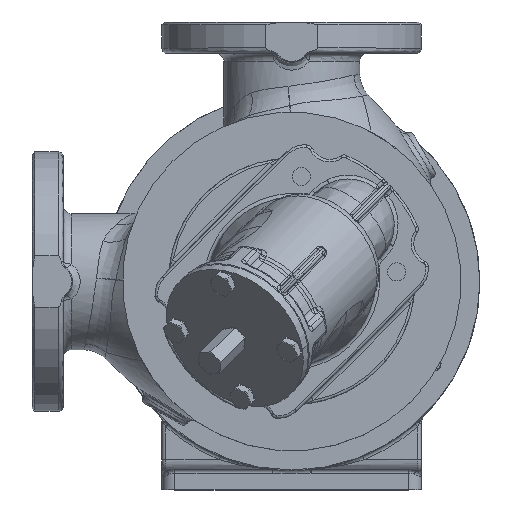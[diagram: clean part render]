
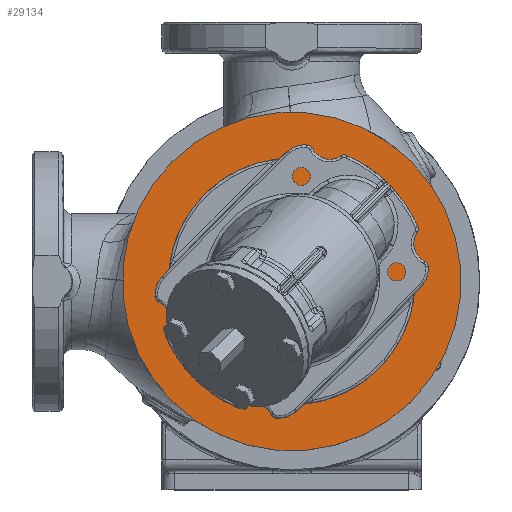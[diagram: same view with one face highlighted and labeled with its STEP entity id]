
A CAD part, top view. The second image highlights one B-rep face of the part: STEP entity #29134.
In plain terms, the highlighted planar face has unit normal (0, 0, 1).
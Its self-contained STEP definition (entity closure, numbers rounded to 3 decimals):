
#8472=CARTESIAN_POINT('',(0.,0.,178.5));
#8473=DIRECTION('',(0.,0.,1.));
#8474=DIRECTION('',(0.707,-0.707,0.));
#8475=AXIS2_PLACEMENT_3D('',#8472,#8473,#8474);
#8482=CARTESIAN_POINT('',(0.,0.,178.5));
#8483=DIRECTION('',(0.,0.,1.));
#8484=DIRECTION('',(-0.707,0.707,0.));
#8485=AXIS2_PLACEMENT_3D('',#8482,#8483,#8484);
#16340=CARTESIAN_POINT('',(92.277,-92.277,178.5));
#16341=CARTESIAN_POINT('',(-92.277,92.277,178.5));
#16342=VERTEX_POINT('',#16340);
#16343=VERTEX_POINT('',#16341);
#29124=CARTESIAN_POINT('',(0.,0.,178.5));
#29125=DIRECTION('',(0.,0.,-1.));
#29126=DIRECTION('',(-0.707,-0.707,0.));
#29127=AXIS2_PLACEMENT_3D('',#29124,#29125,#29126);
#29128=PLANE('',#29127);
#29129=ORIENTED_EDGE('',*,*,#29114,.F.);
#29131=ORIENTED_EDGE('',*,*,#29130,.F.);
#29132=EDGE_LOOP('',(#29129,#29131));
#29133=FACE_OUTER_BOUND('',#29132,.F.);
#29134=ADVANCED_FACE('',(#29133),#29128,.F.);
#8476=CIRCLE('',#8475,130.5);
#8486=CIRCLE('',#8485,130.5);
#29114=EDGE_CURVE('',#16342,#16343,#8476,.T.);
#29130=EDGE_CURVE('',#16343,#16342,#8486,.T.);
